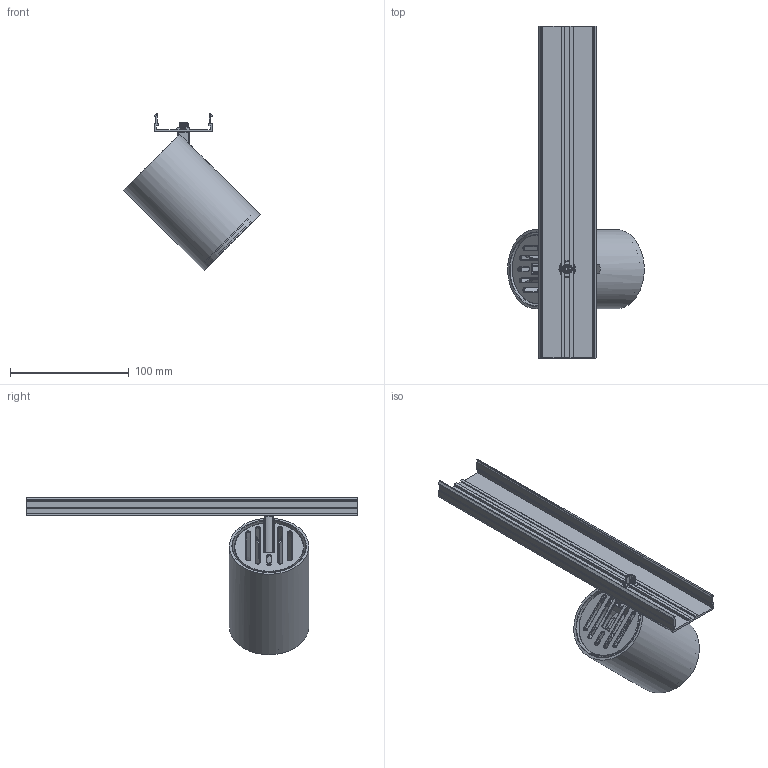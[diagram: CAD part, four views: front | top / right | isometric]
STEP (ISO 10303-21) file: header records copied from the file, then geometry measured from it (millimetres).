
FILE_DESCRIPTION(/* description */ ('This is a sample STEP configuration'),/* implementation_level */ '2;1');
FILE_NAME(/* name */ '715-07181a0xxxxxx _Simple.ipt_Rev_00.1.stp',/* time_stamp */ '2022-02-16T13:52:29+01:00',/* author */ ('powerJobs'),/* organization */ ('coolOrange'),/* preprocessor_version */ 'ST-DEVELOPER v18.1',/* originating_system */ 'Autodesk Inventor 2020',/* authorisation */ '');
FILE_SCHEMA (('AUTOMOTIVE_DESIGN { 1 0 10303 214 3 1 1 }'));
Length unit declared in the file: millimetre
Products named in the file (1): ENG000022239
Bounding box: 115.26 x 280 x 132.89 mm (x, y, z)
Volume: 135813.5 mm3; surface area: 137543.9 mm2
Topology: 9 solids, 9 shells, 1836 faces, 4778 edges, 2993 vertices
Faces by surface type: plane 704, cylinder 494, bspline 327, sphere 144, torus 94, cone 73
Full cylindrical faces by diameter (mm): 1 x3, 1.15 x4, 1.5 x4, 2.3 x4, 2.7 x4, 3.242 x2, 3.3 x6, 5.5 x2, 5.8 x2, 6.6 x2, 13.8 x1, 14.2 x1, 17.5 x1, 44 x1, 59 x1, 63.5 x1, 64 x1, 65.2 x2, 65.7 x1, 67 x1
Entity records: 71653 total; most frequent: CARTESIAN_POINT 25875, ORIENTED_EDGE 9532, DIRECTION 8719, EDGE_CURVE 4766, AXIS2_PLACEMENT_3D 3280, VERTEX_POINT 2993, LINE 2159, VECTOR 2159
